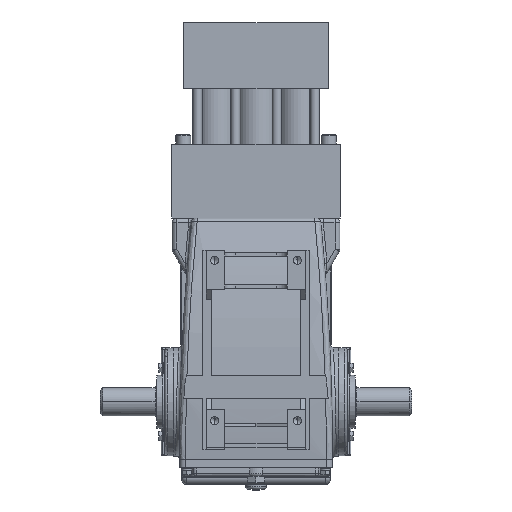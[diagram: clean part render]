
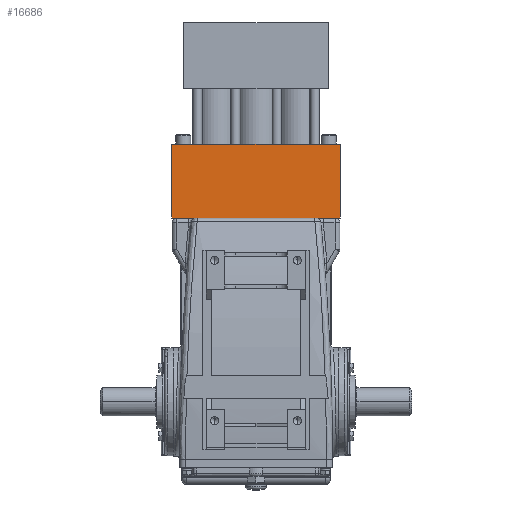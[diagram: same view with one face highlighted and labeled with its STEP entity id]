
A CAD part, front view. The second image highlights one B-rep face of the part: STEP entity #16686.
In plain terms, the highlighted planar face has unit normal (0, -1, 0).
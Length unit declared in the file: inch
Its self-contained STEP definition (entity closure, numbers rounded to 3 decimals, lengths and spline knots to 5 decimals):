
#16411 = ORIENTED_EDGE ( 'NONE', *, *, #16615, .F. ) ;
#16522 = EDGE_CURVE ( 'NONE', #16617, #16523, #35112, .T. ) ;
#16523 = VERTEX_POINT ( 'NONE', #34983 ) ;
#16535 = EDGE_CURVE ( 'NONE', #16536, #16616, #35095, .T. ) ;
#16536 = VERTEX_POINT ( 'NONE', #35088 ) ;
#16615 = EDGE_CURVE ( 'NONE', #16616, #16617, #35330, .T. ) ;
#16616 = VERTEX_POINT ( 'NONE', #35326 ) ;
#16617 = VERTEX_POINT ( 'NONE', #35325 ) ;
#16671 = EDGE_CURVE ( 'NONE', #16523, #16536, #35219, .T. ) ;
#16686 = ADVANCED_FACE ( 'NONE', ( #35387 ), #35381, .T. ) ;
#16687 = EDGE_LOOP ( 'NONE', ( #16688, #16689, #16690, #16411 ) ) ;
#16688 = ORIENTED_EDGE ( 'NONE', *, *, #16535, .F. ) ;
#16689 = ORIENTED_EDGE ( 'NONE', *, *, #16671, .F. ) ;
#16690 = ORIENTED_EDGE ( 'NONE', *, *, #16522, .F. ) ;
#34983 = CARTESIAN_POINT ( 'NONE',  ( 3.525, -1.375, 0. ) ) ;
#34984 = DIRECTION ( 'NONE',  ( 0., 0., -1. ) ) ;
#34985 = VECTOR ( 'NONE', #34984, 39.37008 ) ;
#34986 = CARTESIAN_POINT ( 'NONE',  ( 3.525, -1.375, 3.086 ) ) ;
#35088 = CARTESIAN_POINT ( 'NONE',  ( -3.525, -1.375, 0. ) ) ;
#35089 = DIRECTION ( 'NONE',  ( 0., 0., 1. ) ) ;
#35090 = VECTOR ( 'NONE', #35089, 39.37008 ) ;
#35091 = CARTESIAN_POINT ( 'NONE',  ( -3.525, -1.375, 3.086 ) ) ;
#35095 = LINE ( 'NONE', #35091, #35090 ) ;
#35112 = LINE ( 'NONE', #34986, #34985 ) ;
#35216 = DIRECTION ( 'NONE',  ( -1., 0., 0. ) ) ;
#35217 = VECTOR ( 'NONE', #35216, 39.37008 ) ;
#35218 = CARTESIAN_POINT ( 'NONE',  ( -3.525, -1.375, 0. ) ) ;
#35219 = LINE ( 'NONE', #35218, #35217 ) ;
#35325 = CARTESIAN_POINT ( 'NONE',  ( 3.525, -1.375, 3.086 ) ) ;
#35326 = CARTESIAN_POINT ( 'NONE',  ( -3.525, -1.375, 3.086 ) ) ;
#35327 = DIRECTION ( 'NONE',  ( 1., 0., 0. ) ) ;
#35328 = VECTOR ( 'NONE', #35327, 39.37008 ) ;
#35329 = CARTESIAN_POINT ( 'NONE',  ( -3.525, -1.375, 3.086 ) ) ;
#35330 = LINE ( 'NONE', #35329, #35328 ) ;
#35377 = DIRECTION ( 'NONE',  ( 0., 0., -1. ) ) ;
#35378 = DIRECTION ( 'NONE',  ( 0., -1., 0. ) ) ;
#35379 = CARTESIAN_POINT ( 'NONE',  ( -3.525, -1.375, 0. ) ) ;
#35380 = AXIS2_PLACEMENT_3D ( 'NONE', #35379, #35378, #35377 ) ;
#35381 = PLANE ( 'NONE',  #35380 ) ;
#35387 = FACE_OUTER_BOUND ( 'NONE', #16687, .T. ) ;
